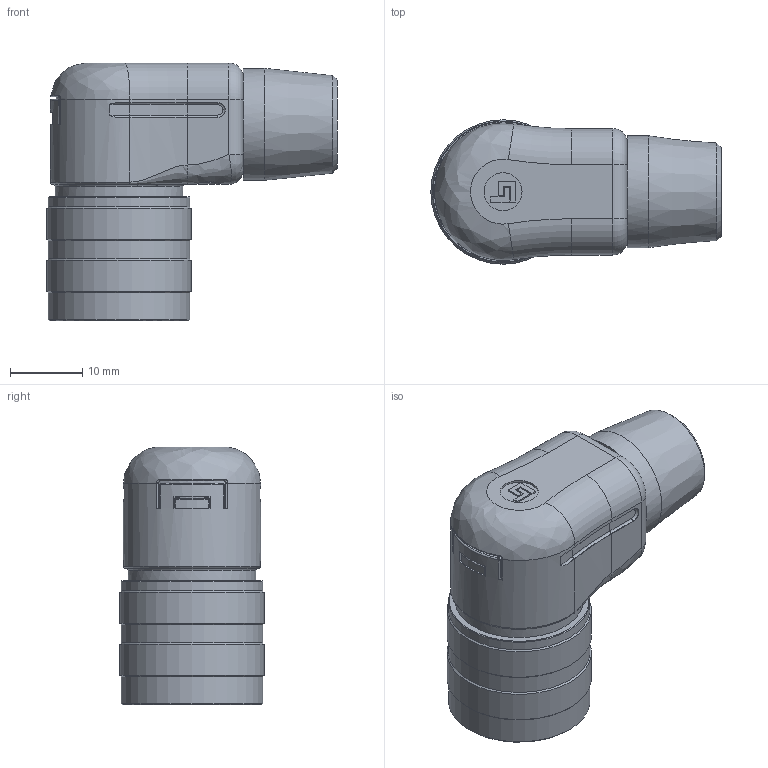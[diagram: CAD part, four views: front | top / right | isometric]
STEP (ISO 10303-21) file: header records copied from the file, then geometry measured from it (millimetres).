
FILE_DESCRIPTION(/* description */ (''),/* implementation_level */ '2;1');
FILE_NAME(/* name */ '99-0154-12-08_bg.stp',/* time_stamp */ '2010-03-05T12:43:03+01:00',/* author */ (''),/* organization */ (''),/* preprocessor_version */ 'ST-DEVELOPER v11',/* originating_system */ 'UGS - NX 5.0',/* authorisation */ '');
FILE_SCHEMA (('CONFIG_CONTROL_DESIGN'));
Length unit declared in the file: millimetre
Products named in the file (1): kbor4F02t2ps
Bounding box: 40.2 x 20 x 35.73 mm (x, y, z)
Volume: 13957.5 mm3; surface area: 5922.1 mm2
Topology: 1 solids, 1 shells, 659 faces, 1883 edges, 1200 vertices
Faces by surface type: plane 252, cylinder 173, bspline 106, torus 51, cone 43, sphere 34
Full cylindrical faces by diameter (mm): 2.2 x8, 2.25 x1, 4.4 x2, 5.248 x1, 15.188 x1, 15.5 x1, 17.7 x1, 19.6 x3, 20 x2
Entity records: 26314 total; most frequent: CARTESIAN_POINT 10851, ORIENTED_EDGE 3630, DIRECTION 2678, EDGE_CURVE 1815, VERTEX_POINT 1185, AXIS2_PLACEMENT_3D 1095, EDGE_LOOP 750, B_SPLINE_CURVE_WITH_KNOTS 741
